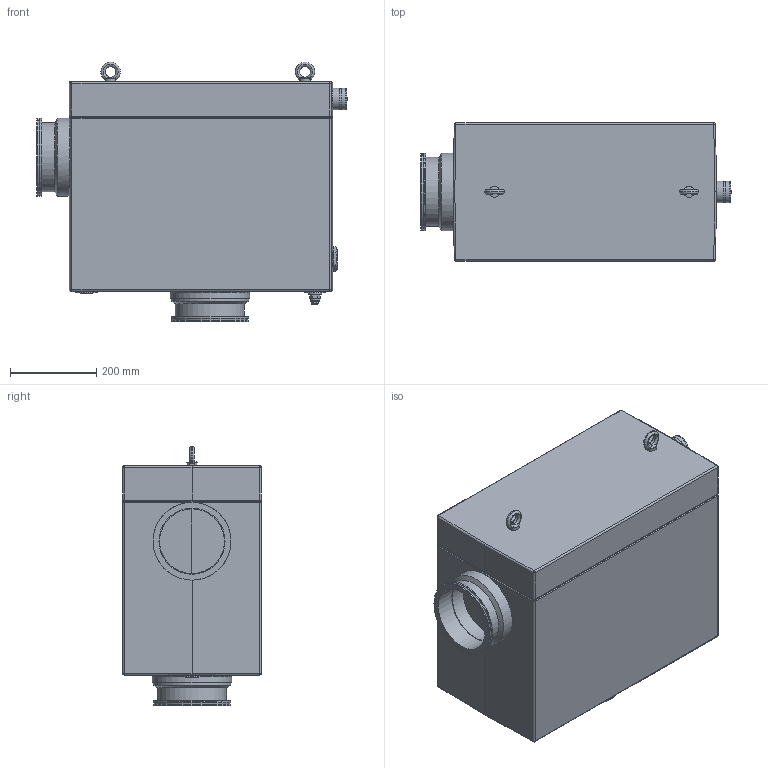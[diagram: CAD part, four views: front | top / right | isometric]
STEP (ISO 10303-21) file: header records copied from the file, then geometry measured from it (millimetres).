
FILE_DESCRIPTION((''),'2;1');
FILE_NAME('PK940057.stp','2007-09-24T11:00:33',('selzer-f'),(''),'Autodesk Inventor 11','Autodesk Inventor 11','');
FILE_SCHEMA(('AUTOMOTIVE_DESIGN { 1 0 10303 214 1 1 1 1 }'));
Length unit declared in the file: millimetre
Products named in the file (1): PK940057
Bounding box: 719.01 x 320 x 601 mm (x, y, z)
Volume: 94938287 mm3; surface area: 1504734.3 mm2
Topology: 1 solids, 10 shells, 327 faces, 728 edges, 446 vertices
Faces by surface type: plane 143, cylinder 101, bspline 34, cone 32, torus 9, sphere 8
Full cylindrical faces by diameter (mm): 8 x8, 9.9 x1, 10 x2, 17 x1, 17.9 x2, 19.8 x1, 22 x1, 24 x1, 25 x2, 26.441 x1, 28.1 x1, 32 x3, 33 x1, 40.9 x1, 43 x1, 47 x1, 48 x1, 50 x4, 55 x1, 150 x2, 153 x2, 157 x2, 157.835 x2, 160 x2, 176 x2, 180 x6, 184 x1
Entity records: 13994 total; most frequent: CARTESIAN_POINT 7265, DIRECTION 1445, ORIENTED_EDGE 1212, AXIS2_PLACEMENT_3D 611, EDGE_CURVE 606, EDGE_LOOP 491, VERTEX_POINT 416, FACE_OUTER_BOUND 327
